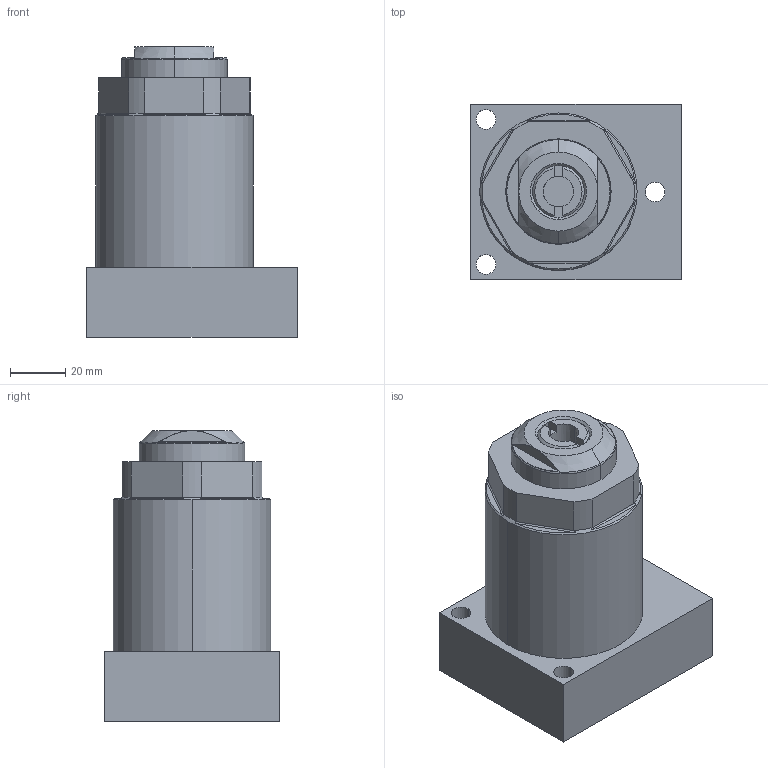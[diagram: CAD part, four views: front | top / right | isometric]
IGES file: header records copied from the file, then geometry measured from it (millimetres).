
Start section:  PTC IGES file: ilc10061506.igs
Global section: file name: ilc10061506.igs; native system: Pro/ENGINEER by Parametric Technology Corporation; preprocessor: 2005180; author: kr; organization: Unknown; date: 071102.100239; units: inch
Bounding box: 76.2 x 63.5 x 105.05 mm (x, y, z)
Surface area: 33020 mm2 (no closed solid volume)
Topology: 0 solids, 0 shells, 87 faces, 420 edges, 418 vertices
Faces by surface type: revolution 50, bspline 37
